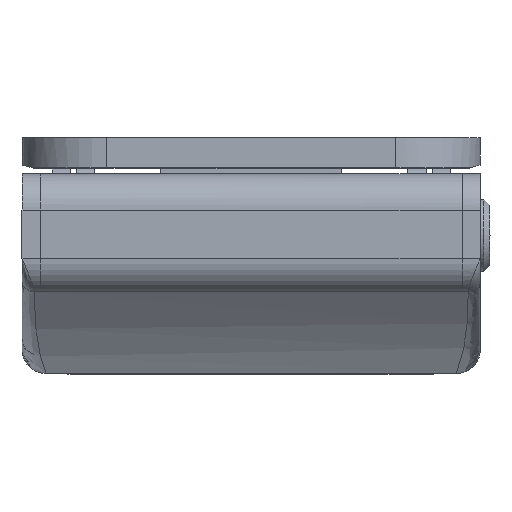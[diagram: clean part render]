
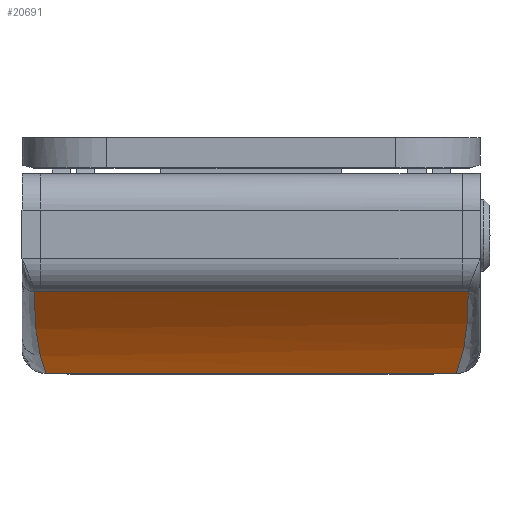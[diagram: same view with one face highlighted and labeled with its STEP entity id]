
A CAD part, top view. The second image highlights one B-rep face of the part: STEP entity #20691.
In plain terms, the highlighted free-form (B-spline) face has degree [1, 2] with [2, 3] control points.
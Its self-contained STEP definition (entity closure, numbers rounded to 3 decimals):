
#18267=CARTESIAN_POINT('',(17.,-19.5,21.));
#18268=VERTEX_POINT('',#18267);
#18269=CARTESIAN_POINT('',(-17.,-19.5,21.));
#18270=VERTEX_POINT('',#18269);
#18271=CARTESIAN_POINT('',(17.,-19.5,21.));
#18272=CARTESIAN_POINT('',(-17.,-19.5,21.));
#18273=QUASI_UNIFORM_CURVE('',1,(#18271,#18272),.UNSPECIFIED.,.F.,.U.);
#18274=EDGE_CURVE('',#18268,#18270,#18273,.T.);
#19554=CARTESIAN_POINT('',(-18.,-12.781,47.626));
#19555=VERTEX_POINT('',#19554);
#19686=CARTESIAN_POINT('',(-18.,-12.781,47.626));
#19687=CARTESIAN_POINT('',(-17.999,-12.952,47.199));
#19688=CARTESIAN_POINT('',(-17.998,-13.299,46.333));
#19689=CARTESIAN_POINT('',(-17.986,-13.803,45.008));
#19690=CARTESIAN_POINT('',(-17.966,-14.302,43.64));
#19691=CARTESIAN_POINT('',(-17.939,-14.792,42.23));
#19692=CARTESIAN_POINT('',(-17.904,-15.274,40.777));
#19693=CARTESIAN_POINT('',(-17.862,-15.743,39.281));
#19694=CARTESIAN_POINT('',(-17.812,-16.2,37.742));
#19695=CARTESIAN_POINT('',(-17.754,-16.642,36.16));
#19696=CARTESIAN_POINT('',(-17.689,-17.063,34.55));
#19697=CARTESIAN_POINT('',(-17.614,-17.478,32.843));
#19698=CARTESIAN_POINT('',(-17.524,-17.898,30.971));
#19699=CARTESIAN_POINT('',(-17.418,-18.331,28.844));
#19700=CARTESIAN_POINT('',(-17.295,-18.757,26.461));
#19701=CARTESIAN_POINT('',(-17.154,-19.166,23.82));
#19702=CARTESIAN_POINT('',(-17.053,-19.385,21.968));
#19703=CARTESIAN_POINT('',(-17.,-19.5,21.));
#19704=B_SPLINE_CURVE_WITH_KNOTS('',3,(#19686,#19687,#19688,#19689,#19690,#19691,#19692,#19693,#19694,#19695,#19696,#19697,#19698,#19699,#19700,#19701,#19702,#19703),.UNSPECIFIED.,.F.,.U.,(4,1,1,1,1,1,1,1,1,1,1,1,1,1,1,4),(0.0,0.05,0.102,0.154,0.208,0.264,0.321,0.379,0.439,0.5,0.56,0.63,0.709,0.797,0.894,1.0),.UNSPECIFIED.);
#19705=EDGE_CURVE('',#19555,#18270,#19704,.T.);
#19967=CARTESIAN_POINT('',(18.,-12.781,47.626));
#19968=VERTEX_POINT('',#19967);
#20099=CARTESIAN_POINT('',(17.,-19.5,21.));
#20100=CARTESIAN_POINT('',(17.025,-19.448,21.457));
#20101=CARTESIAN_POINT('',(17.074,-19.346,22.354));
#20102=CARTESIAN_POINT('',(17.145,-19.173,23.669));
#20103=CARTESIAN_POINT('',(17.213,-18.992,24.929));
#20104=CARTESIAN_POINT('',(17.277,-18.803,26.135));
#20105=CARTESIAN_POINT('',(17.337,-18.609,27.285));
#20106=CARTESIAN_POINT('',(17.394,-18.411,28.38));
#20107=CARTESIAN_POINT('',(17.447,-18.212,29.421));
#20108=CARTESIAN_POINT('',(17.496,-18.012,30.407));
#20109=CARTESIAN_POINT('',(17.542,-17.814,31.338));
#20110=CARTESIAN_POINT('',(17.584,-17.618,32.216));
#20111=CARTESIAN_POINT('',(17.622,-17.427,33.04));
#20112=CARTESIAN_POINT('',(17.657,-17.242,33.811));
#20113=CARTESIAN_POINT('',(17.72,-16.878,35.276));
#20114=CARTESIAN_POINT('',(17.802,-16.307,37.405));
#20115=CARTESIAN_POINT('',(17.89,-15.481,40.16));
#20116=CARTESIAN_POINT('',(17.953,-14.614,42.775));
#20117=CARTESIAN_POINT('',(17.992,-13.722,45.254));
#20118=CARTESIAN_POINT('',(17.997,-13.09,46.848));
#20119=CARTESIAN_POINT('',(18.,-12.781,47.626));
#20120=B_SPLINE_CURVE_WITH_KNOTS('',3,(#20099,#20100,#20101,#20102,#20103,#20104,#20105,#20106,#20107,#20108,#20109,#20110,#20111,#20112,#20113,#20114,#20115,#20116,#20117,#20118,#20119),.UNSPECIFIED.,.F.,.U.,(4,1,1,1,1,1,1,1,1,1,1,1,1,1,1,1,1,1,4),(0.0,0.05,0.098,0.145,0.189,0.231,0.272,0.31,0.347,0.381,0.414,0.445,0.473,0.5,0.609,0.713,0.813,0.909,1.),.UNSPECIFIED.);
#20121=EDGE_CURVE('',#18268,#19968,#20120,.T.);
#20667=CARTESIAN_POINT('',(18.9,-12.258,48.893));
#20668=CARTESIAN_POINT('',(-18.923,-12.258,48.893));
#20669=CARTESIAN_POINT('',(18.9,-18.182,34.827));
#20670=CARTESIAN_POINT('',(-18.923,-18.182,34.827));
#20671=CARTESIAN_POINT('',(18.9,-19.64,19.635));
#20672=CARTESIAN_POINT('',(-18.923,-19.64,19.635));
#20680=(BOUNDED_SURFACE()B_SPLINE_SURFACE(1,2,((#20667,#20669,#20671),(#20668,#20670,#20672)),.UNSPECIFIED.,.F.,.F.,.U.)B_SPLINE_SURFACE_WITH_KNOTS((2,2),(3,3),(0.0,37.823),(1.257,31.606),.UNSPECIFIED.)GEOMETRIC_REPRESENTATION_ITEM()RATIONAL_B_SPLINE_SURFACE(((0.999,0.987,0.997),(0.999,0.987,0.997)))REPRESENTATION_ITEM('')SURFACE());
#20681=CARTESIAN_POINT('',(18.,-12.781,47.626));
#20682=CARTESIAN_POINT('',(-18.,-12.781,47.626));
#20683=QUASI_UNIFORM_CURVE('',1,(#20681,#20682),.UNSPECIFIED.,.F.,.U.);
#20684=EDGE_CURVE('',#19968,#19555,#20683,.T.);
#20685=ORIENTED_EDGE('',*,*,#20684,.T.);
#20686=ORIENTED_EDGE('',*,*,#19705,.T.);
#20687=ORIENTED_EDGE('',*,*,#18274,.F.);
#20688=ORIENTED_EDGE('',*,*,#20121,.T.);
#20689=EDGE_LOOP('',(#20685,#20686,#20687,#20688));
#20690=FACE_OUTER_BOUND('',#20689,.T.);
#20691=ADVANCED_FACE('',(#20690),#20680,.T.);
